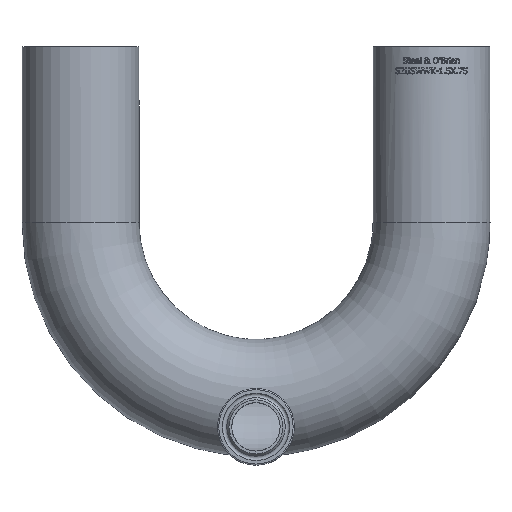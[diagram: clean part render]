
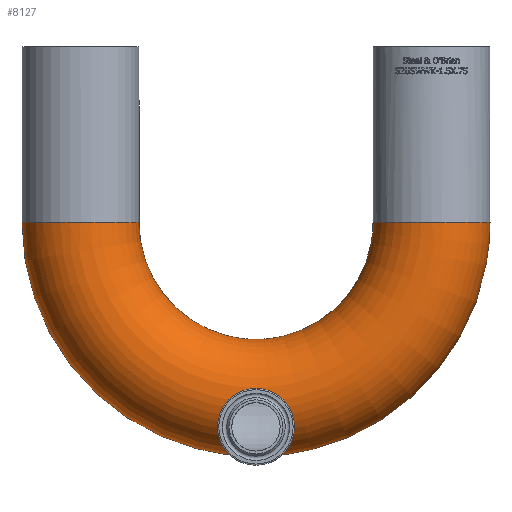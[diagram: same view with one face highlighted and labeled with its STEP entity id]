
A CAD part, top view. The second image highlights one B-rep face of the part: STEP entity #8127.
In plain terms, the highlighted toroidal (fillet/blend) face has major radius 57.15 mm and minor radius 19.05 mm.
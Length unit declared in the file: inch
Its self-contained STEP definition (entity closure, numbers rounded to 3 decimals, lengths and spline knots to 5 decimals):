
#22=TOROIDAL_SURFACE('',#8657,2.25,0.75);
#164=FACE_BOUND('',#1527,.T.);
#165=FACE_BOUND('',#1528,.T.);
#1010=FACE_OUTER_BOUND('',#1526,.T.);
#1526=EDGE_LOOP('',(#7577));
#1527=EDGE_LOOP('',(#7578));
#1528=EDGE_LOOP('',(#7579));
#1702=CIRCLE('',#8604,0.75);
#1721=CIRCLE('',#8644,0.75);
#3181=B_SPLINE_CURVE_WITH_KNOTS('',3,(#17783,#17784,#17785,#17786,#17787,
#17788,#17789,#17790,#17791,#17792,#17793,#17794,#17795,#17796,#17797,#17798,
#17799,#17800,#17801,#17802,#17803,#17804,#17805,#17806,#17807,#17808,#17809,
#17810,#17811,#17812,#17813,#17814,#17815,#17816,#17817,#17818,#17819,#17820,
#17821,#17822,#17823,#17824,#17825,#17826,#17827,#17828,#17829,#17830,#17831,
#17832,#17833,#17834,#17835,#17836,#17837,#17838,#17839,#17840,#17841,#17842,
#17843,#17844,#17845,#17846,#17847,#17848,#17849,#17850,#17851,#17852,#17853,
#17854,#17855,#17856,#17857,#17858,#17859,#17860,#17861,#17862,#17863,#17864),
 .UNSPECIFIED.,.T.,.F.,(4,3,3,3,3,3,3,3,3,3,3,3,3,3,3,3,3,3,3,3,3,3,3,3,
3,3,3,4),(0.89234,0.96131,1.05724,1.13595,
1.21713,1.312,1.46554,1.62454,1.78227,
1.84756,1.8843,1.92647,1.95289,1.98039,
2.0043,2.03854,2.07427,2.10259,2.12797,
2.24718,2.29558,2.42364,2.49271,2.59488,
2.6847,2.78427,2.88116,2.89664),
 .UNSPECIFIED.);
#3963=VERTEX_POINT('',#17632);
#3982=VERTEX_POINT('',#17691);
#3988=VERTEX_POINT('',#17782);
#5160=EDGE_CURVE('',#3963,#3963,#1702,.T.);
#5179=EDGE_CURVE('',#3982,#3982,#1721,.T.);
#5185=EDGE_CURVE('',#3988,#3988,#3181,.T.);
#7577=ORIENTED_EDGE('',*,*,#5179,.F.);
#7578=ORIENTED_EDGE('',*,*,#5185,.F.);
#7579=ORIENTED_EDGE('',*,*,#5160,.F.);
#8127=ADVANCED_FACE('',(#1010,#164,#165),#22,.T.);
#8604=AXIS2_PLACEMENT_3D('',#17633,#10136,#10137);
#8644=AXIS2_PLACEMENT_3D('',#17692,#10216,#10217);
#8657=AXIS2_PLACEMENT_3D('',#17866,#10242,#10243);
#10136=DIRECTION('center_axis',(0.,1.,0.));
#10137=DIRECTION('ref_axis',(-1.,0.,0.));
#10216=DIRECTION('center_axis',(0.,1.,0.));
#10217=DIRECTION('ref_axis',(1.,0.,0.));
#10242=DIRECTION('center_axis',(0.,0.,
1.));
#10243=DIRECTION('ref_axis',(0.707,-0.707,0.));
#17632=CARTESIAN_POINT('',(2.25024,-2.25024,-0.75));
#17633=CARTESIAN_POINT('Origin',(2.25024,-2.25024,0.));
#17691=CARTESIAN_POINT('',(-2.24976,-2.25024,-0.75));
#17692=CARTESIAN_POINT('Origin',(-2.24976,-2.25024,0.));
#17782=CARTESIAN_POINT('',(0.00003,-4.5,0.75));
#17783=CARTESIAN_POINT('Ctrl Pts',(0.00003,-4.50001,
0.75001));
#17784=CARTESIAN_POINT('Ctrl Pts',(-0.03494,-4.50002,
0.75003));
#17785=CARTESIAN_POINT('Ctrl Pts',(-0.06968,-4.50492,
0.75006));
#17786=CARTESIAN_POINT('Ctrl Pts',(-0.10281,-4.51437,
0.74982));
#17787=CARTESIAN_POINT('Ctrl Pts',(-0.1489,-4.52751,
0.74948));
#17788=CARTESIAN_POINT('Ctrl Pts',(-0.19209,-4.54954,
0.74853));
#17789=CARTESIAN_POINT('Ctrl Pts',(-0.22918,-4.57818,
0.74467));
#17790=CARTESIAN_POINT('Ctrl Pts',(-0.25961,-4.60168,0.74152));
#17791=CARTESIAN_POINT('Ctrl Pts',(-0.28611,-4.62977,
0.7363));
#17792=CARTESIAN_POINT('Ctrl Pts',(-0.30734,-4.66014,
0.72822));
#17793=CARTESIAN_POINT('Ctrl Pts',(-0.32924,-4.69147,
0.71988));
#17794=CARTESIAN_POINT('Ctrl Pts',(-0.34578,-4.72555,
0.70835));
#17795=CARTESIAN_POINT('Ctrl Pts',(-0.35678,-4.75953,
0.69392));
#17796=CARTESIAN_POINT('Ctrl Pts',(-0.36963,-4.79924,
0.67705));
#17797=CARTESIAN_POINT('Ctrl Pts',(-0.37506,-4.83861,
0.65639));
#17798=CARTESIAN_POINT('Ctrl Pts',(-0.375,-4.87558,
0.63315));
#17799=CARTESIAN_POINT('Ctrl Pts',(-0.37491,-4.93543,
0.59554));
#17800=CARTESIAN_POINT('Ctrl Pts',(-0.36076,-4.98927,
0.55122));
#17801=CARTESIAN_POINT('Ctrl Pts',(-0.33906,-5.03519,
0.50386));
#17802=CARTESIAN_POINT('Ctrl Pts',(-0.3166,-5.08274,
0.45481));
#17803=CARTESIAN_POINT('Ctrl Pts',(-0.28587,-5.12215,
0.40227));
#17804=CARTESIAN_POINT('Ctrl Pts',(-0.25124,-5.15339,
0.34867));
#17805=CARTESIAN_POINT('Ctrl Pts',(-0.21689,-5.1844,
0.29549));
#17806=CARTESIAN_POINT('Ctrl Pts',(-0.17822,-5.20778,
0.24059));
#17807=CARTESIAN_POINT('Ctrl Pts',(-0.1379,-5.22372,
0.18553));
#17808=CARTESIAN_POINT('Ctrl Pts',(-0.12122,-5.23032,
0.16274));
#17809=CARTESIAN_POINT('Ctrl Pts',(-0.10425,-5.23565,
0.13994));
#17810=CARTESIAN_POINT('Ctrl Pts',(-0.08713,-5.23974,
0.11728));
#17811=CARTESIAN_POINT('Ctrl Pts',(-0.0775,-5.24204,
0.10453));
#17812=CARTESIAN_POINT('Ctrl Pts',(-0.06768,-5.24394,
0.09166));
#17813=CARTESIAN_POINT('Ctrl Pts',(-0.05913,-5.24531,
0.08059));
#17814=CARTESIAN_POINT('Ctrl Pts',(-0.0493,-5.24688,
0.06789));
#17815=CARTESIAN_POINT('Ctrl Pts',(-0.04076,-5.24785,
0.05704));
#17816=CARTESIAN_POINT('Ctrl Pts',(-0.03363,-5.24849,
0.04835));
#17817=CARTESIAN_POINT('Ctrl Pts',(-0.02917,-5.24889,
0.04291));
#17818=CARTESIAN_POINT('Ctrl Pts',(-0.02463,-5.24921,
0.03754));
#17819=CARTESIAN_POINT('Ctrl Pts',(-0.02037,-5.24945,
0.03293));
#17820=CARTESIAN_POINT('Ctrl Pts',(-0.01594,-5.24969,
0.02814));
#17821=CARTESIAN_POINT('Ctrl Pts',(-0.01196,-5.24982,
0.02442));
#17822=CARTESIAN_POINT('Ctrl Pts',(-0.00877,-5.2499,
0.02222));
#17823=CARTESIAN_POINT('Ctrl Pts',(-0.00599,-5.24996,
0.02031));
#17824=CARTESIAN_POINT('Ctrl Pts',(-0.00317,-5.25,
0.01898));
#17825=CARTESIAN_POINT('Ctrl Pts',(-0.00003,-5.25,
0.01898));
#17826=CARTESIAN_POINT('Ctrl Pts',(0.00446,-5.25,
0.01898));
#17827=CARTESIAN_POINT('Ctrl Pts',(0.00809,-5.24995,
0.02116));
#17828=CARTESIAN_POINT('Ctrl Pts',(0.01362,-5.24975,
0.0262));
#17829=CARTESIAN_POINT('Ctrl Pts',(0.01939,-5.24954,
0.03146));
#17830=CARTESIAN_POINT('Ctrl Pts',(0.02746,-5.24913,
0.04074));
#17831=CARTESIAN_POINT('Ctrl Pts',(0.03767,-5.2481,
0.0534));
#17832=CARTESIAN_POINT('Ctrl Pts',(0.04577,-5.24729,
0.06343));
#17833=CARTESIAN_POINT('Ctrl Pts',(0.05512,-5.24607,
0.07544));
#17834=CARTESIAN_POINT('Ctrl Pts',(0.06533,-5.24427,
0.08873));
#17835=CARTESIAN_POINT('Ctrl Pts',(0.07447,-5.24265,
0.10063));
#17836=CARTESIAN_POINT('Ctrl Pts',(0.08378,-5.24065,
0.1129));
#17837=CARTESIAN_POINT('Ctrl Pts',(0.09305,-5.23827,
0.12522));
#17838=CARTESIAN_POINT('Ctrl Pts',(0.1366,-5.22712,
0.18308));
#17839=CARTESIAN_POINT('Ctrl Pts',(0.18085,-5.20737,0.24377));
#17840=CARTESIAN_POINT('Ctrl Pts',(0.22162,-5.17751,
0.304));
#17841=CARTESIAN_POINT('Ctrl Pts',(0.23817,-5.16538,
0.32845));
#17842=CARTESIAN_POINT('Ctrl Pts',(0.25422,-5.15151,
0.35299));
#17843=CARTESIAN_POINT('Ctrl Pts',(0.26915,-5.13612,0.37697));
#17844=CARTESIAN_POINT('Ctrl Pts',(0.30867,-5.09538,
0.44042));
#17845=CARTESIAN_POINT('Ctrl Pts',(0.3381,-5.04663,
0.49627));
#17846=CARTESIAN_POINT('Ctrl Pts',(0.3558,-4.99345,
0.54413));
#17847=CARTESIAN_POINT('Ctrl Pts',(0.36535,-4.96478,
0.56994));
#17848=CARTESIAN_POINT('Ctrl Pts',(0.37171,-4.93413,
0.59403));
#17849=CARTESIAN_POINT('Ctrl Pts',(0.37403,-4.90194,
0.61594));
#17850=CARTESIAN_POINT('Ctrl Pts',(0.37746,-4.85433,
0.64837));
#17851=CARTESIAN_POINT('Ctrl Pts',(0.37172,-4.80342,
0.6757));
#17852=CARTESIAN_POINT('Ctrl Pts',(0.35509,-4.75443,
0.69609));
#17853=CARTESIAN_POINT('Ctrl Pts',(0.34047,-4.71137,
0.71402));
#17854=CARTESIAN_POINT('Ctrl Pts',(0.31748,-4.67008,
0.72652));
#17855=CARTESIAN_POINT('Ctrl Pts',(0.28766,-4.63443,
0.73455));
#17856=CARTESIAN_POINT('Ctrl Pts',(0.25461,-4.59491,
0.74345));
#17857=CARTESIAN_POINT('Ctrl Pts',(0.21276,-4.56194,
0.74709));
#17858=CARTESIAN_POINT('Ctrl Pts',(0.16665,-4.53906,
0.74866));
#17859=CARTESIAN_POINT('Ctrl Pts',(0.12177,-4.5168,0.75018));
#17860=CARTESIAN_POINT('Ctrl Pts',(0.07278,-4.50385,
0.75));
#17861=CARTESIAN_POINT('Ctrl Pts',(0.0236,-4.50074,
0.75));
#17862=CARTESIAN_POINT('Ctrl Pts',(0.01575,-4.50025,
0.75));
#17863=CARTESIAN_POINT('Ctrl Pts',(0.00788,-4.5,
0.75));
#17864=CARTESIAN_POINT('Ctrl Pts',(0.00003,-4.50001,
0.75001));
#17866=CARTESIAN_POINT('Origin',(0.00024,-2.25024,
0.));
